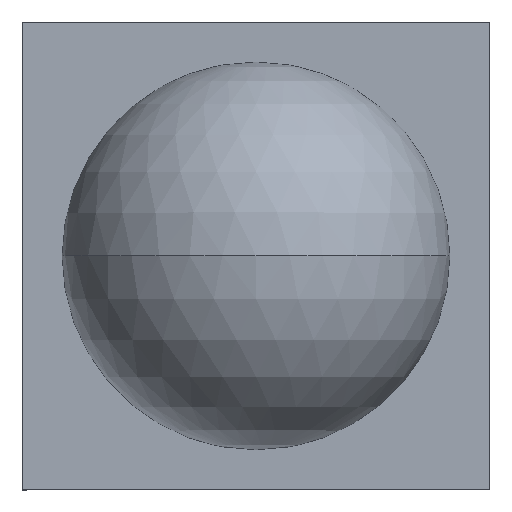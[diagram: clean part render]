
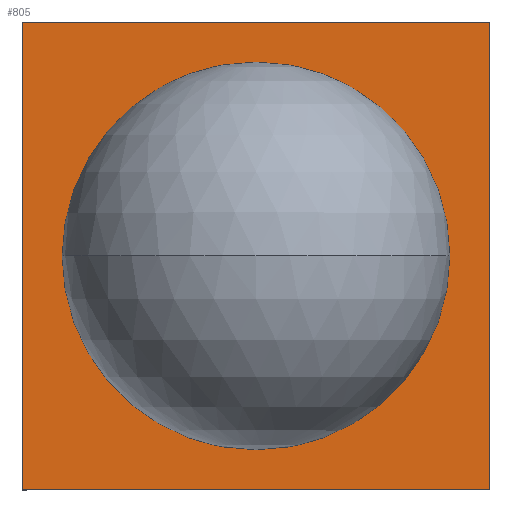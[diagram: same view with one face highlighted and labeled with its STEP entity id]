
A CAD part, top view. The second image highlights one B-rep face of the part: STEP entity #805.
In plain terms, the highlighted face is planar.
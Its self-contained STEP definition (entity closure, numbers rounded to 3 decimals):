
#129 = EDGE_LOOP ( 'NONE', ( #736, #744 ) ) ;
#130 = EDGE_LOOP ( 'NONE', ( #662, #702, #668, #700 ) ) ;
#308 = CARTESIAN_POINT ( 'NONE',  ( 0., 0.07, 0. ) ) ;
#336 = LINE ( 'NONE', #337, #624 ) ;
#337 = CARTESIAN_POINT ( 'NONE',  ( -1.75, 0.07, -1.75 ) ) ;
#338 = DIRECTION ( 'NONE',  ( 1., 0., 0. ) ) ;
#339 = LINE ( 'NONE', #340, #625 ) ;
#340 = CARTESIAN_POINT ( 'NONE',  ( 1.75, 0.07, -1.75 ) ) ;
#341 = DIRECTION ( 'NONE',  ( 0., 0., 1. ) ) ;
#342 = LINE ( 'NONE', #343, #626 ) ;
#343 = CARTESIAN_POINT ( 'NONE',  ( -1.75, 0.07, -1.75 ) ) ;
#344 = DIRECTION ( 'NONE',  ( 0., 0., -1. ) ) ;
#345 = LINE ( 'NONE', #346, #628 ) ;
#346 = CARTESIAN_POINT ( 'NONE',  ( -1.75, 0.07, 1.75 ) ) ;
#347 = DIRECTION ( 'NONE',  ( -1., 0., 0. ) ) ;
#348 = DIRECTION ( 'NONE',  ( 0., -1., 0. ) ) ;
#349 = DIRECTION ( 'NONE',  ( 1., 0., 0. ) ) ;
#350 = CARTESIAN_POINT ( 'NONE',  ( 0., 0.07, 0. ) ) ;
#351 = DIRECTION ( 'NONE',  ( 0., -1., 0. ) ) ;
#352 = DIRECTION ( 'NONE',  ( 1., 0., 0. ) ) ;
#405 = PLANE ( 'NONE',  #1196 ) ;
#406 = CARTESIAN_POINT ( 'NONE',  ( -1.75, 0.07, 1.75 ) ) ;
#407 = DIRECTION ( 'NONE',  ( 0., 1., 0. ) ) ;
#408 = DIRECTION ( 'NONE',  ( -1., 0., 0. ) ) ;
#622 = AXIS2_PLACEMENT_3D ( 'NONE', #308, #348, #349 ) ;
#624 = VECTOR ( 'NONE', #338, 1000. ) ;
#625 = VECTOR ( 'NONE', #341, 1000. ) ;
#626 = VECTOR ( 'NONE', #344, 1000. ) ;
#628 = VECTOR ( 'NONE', #347, 1000. ) ;
#629 = AXIS2_PLACEMENT_3D ( 'NONE', #350, #351, #352 ) ;
#662 = ORIENTED_EDGE ( 'NONE', *, *, #784, .F. ) ;
#668 = ORIENTED_EDGE ( 'NONE', *, *, #783, .F. ) ;
#700 = ORIENTED_EDGE ( 'NONE', *, *, #782, .F. ) ;
#702 = ORIENTED_EDGE ( 'NONE', *, *, #785, .F. ) ;
#736 = ORIENTED_EDGE ( 'NONE', *, *, #787, .T. ) ;
#744 = ORIENTED_EDGE ( 'NONE', *, *, #786, .T. ) ;
#782 = EDGE_CURVE ( 'NONE', #894, #884, #336, .T. ) ;
#783 = EDGE_CURVE ( 'NONE', #884, #892, #339, .T. ) ;
#784 = EDGE_CURVE ( 'NONE', #896, #894, #342, .T. ) ;
#785 = EDGE_CURVE ( 'NONE', #892, #896, #345, .T. ) ;
#786 = EDGE_CURVE ( 'NONE', #897, #888, #1156, .T. ) ;
#787 = EDGE_CURVE ( 'NONE', #888, #897, #1159, .T. ) ;
#805 = ADVANCED_FACE ( 'NONE', ( #1193, #1191 ), #405, .T. ) ;
#884 = VERTEX_POINT ( 'NONE', #1016 ) ;
#888 = VERTEX_POINT ( 'NONE', #1020 ) ;
#892 = VERTEX_POINT ( 'NONE', #1024 ) ;
#894 = VERTEX_POINT ( 'NONE', #1026 ) ;
#896 = VERTEX_POINT ( 'NONE', #1028 ) ;
#897 = VERTEX_POINT ( 'NONE', #1029 ) ;
#1016 = CARTESIAN_POINT ( 'NONE',  ( 1.75, 0.07, -1.75 ) ) ;
#1020 = CARTESIAN_POINT ( 'NONE',  ( -1.45, 0.07, 0. ) ) ;
#1024 = CARTESIAN_POINT ( 'NONE',  ( 1.75, 0.07, 1.75 ) ) ;
#1026 = CARTESIAN_POINT ( 'NONE',  ( -1.75, 0.07, -1.75 ) ) ;
#1028 = CARTESIAN_POINT ( 'NONE',  ( -1.75, 0.07, 1.75 ) ) ;
#1029 = CARTESIAN_POINT ( 'NONE',  ( 1.45, 0.07, 0. ) ) ;
#1156 = CIRCLE ( 'NONE', #622, 1.45 ) ;
#1159 = CIRCLE ( 'NONE', #629, 1.45 ) ;
#1191 = FACE_BOUND ( 'NONE', #129, .T. ) ;
#1193 = FACE_OUTER_BOUND ( 'NONE', #130, .T. ) ;
#1196 = AXIS2_PLACEMENT_3D ( 'NONE', #406, #407, #408 ) ;
